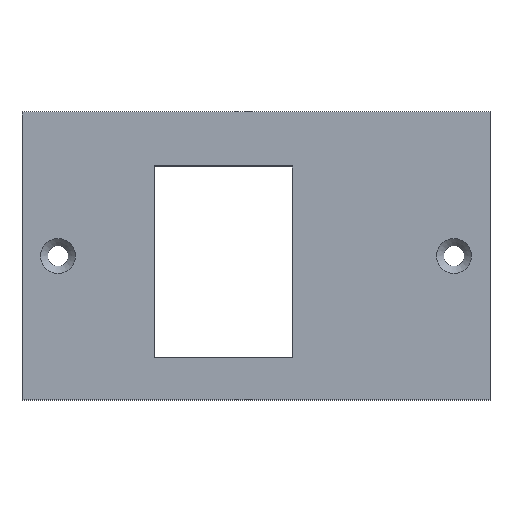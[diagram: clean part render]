
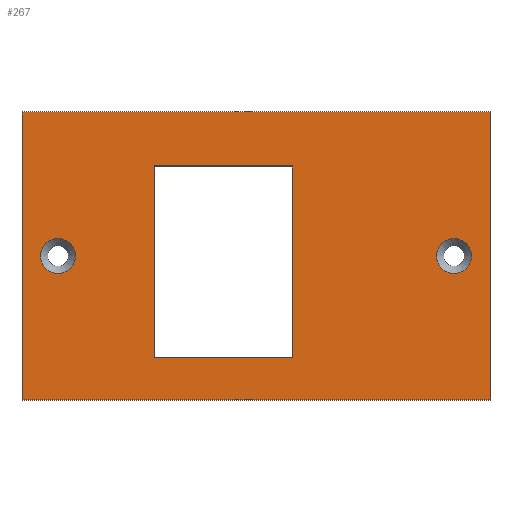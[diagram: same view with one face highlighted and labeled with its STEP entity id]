
A CAD part, top view. The second image highlights one B-rep face of the part: STEP entity #267.
In plain terms, the highlighted planar face has unit normal (0, 0, 1).
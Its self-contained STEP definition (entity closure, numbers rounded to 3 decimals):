
#15=FACE_BOUND('',#58,.T.);
#16=FACE_BOUND('',#59,.T.);
#17=FACE_BOUND('',#60,.T.);
#23=CIRCLE('',#288,2.9);
#26=CIRCLE('',#293,2.9);
#43=FACE_OUTER_BOUND('',#57,.T.);
#57=EDGE_LOOP('',(#225,#226,#227,#228));
#58=EDGE_LOOP('',(#229,#230,#231,#232));
#59=EDGE_LOOP('',(#233));
#60=EDGE_LOOP('',(#234));
#67=LINE('',#381,#95);
#70=LINE('',#387,#98);
#73=LINE('',#393,#101);
#76=LINE('',#397,#104);
#83=LINE('',#425,#111);
#86=LINE('',#431,#114);
#89=LINE('',#437,#117);
#92=LINE('',#441,#120);
#95=VECTOR('',#309,10.);
#98=VECTOR('',#314,10.);
#101=VECTOR('',#319,10.);
#104=VECTOR('',#324,10.);
#111=VECTOR('',#353,10.);
#114=VECTOR('',#358,10.);
#117=VECTOR('',#363,10.);
#120=VECTOR('',#368,10.);
#123=VERTEX_POINT('',#378);
#124=VERTEX_POINT('',#380);
#126=VERTEX_POINT('',#386);
#128=VERTEX_POINT('',#392);
#129=VERTEX_POINT('',#399);
#132=VERTEX_POINT('',#409);
#137=VERTEX_POINT('',#422);
#138=VERTEX_POINT('',#424);
#140=VERTEX_POINT('',#430);
#142=VERTEX_POINT('',#436);
#145=EDGE_CURVE('',#124,#123,#67,.T.);
#148=EDGE_CURVE('',#126,#124,#70,.T.);
#151=EDGE_CURVE('',#128,#126,#73,.T.);
#154=EDGE_CURVE('',#123,#128,#76,.T.);
#155=EDGE_CURVE('',#129,#129,#23,.T.);
#160=EDGE_CURVE('',#132,#132,#26,.T.);
#167=EDGE_CURVE('',#138,#137,#83,.T.);
#170=EDGE_CURVE('',#140,#138,#86,.T.);
#173=EDGE_CURVE('',#142,#140,#89,.T.);
#176=EDGE_CURVE('',#137,#142,#92,.T.);
#225=ORIENTED_EDGE('',*,*,#176,.T.);
#226=ORIENTED_EDGE('',*,*,#173,.T.);
#227=ORIENTED_EDGE('',*,*,#170,.T.);
#228=ORIENTED_EDGE('',*,*,#167,.T.);
#229=ORIENTED_EDGE('',*,*,#151,.T.);
#230=ORIENTED_EDGE('',*,*,#148,.T.);
#231=ORIENTED_EDGE('',*,*,#145,.T.);
#232=ORIENTED_EDGE('',*,*,#154,.T.);
#233=ORIENTED_EDGE('',*,*,#155,.T.);
#234=ORIENTED_EDGE('',*,*,#160,.T.);
#253=PLANE('',#301);
#267=ADVANCED_FACE('',(#43,#15,#16,#17),#253,.T.);
#288=AXIS2_PLACEMENT_3D('',#400,#327,#328);
#293=AXIS2_PLACEMENT_3D('',#410,#339,#340);
#301=AXIS2_PLACEMENT_3D('',#442,#369,#370);
#309=DIRECTION('',(0.,1.,0.));
#314=DIRECTION('',(-1.,0.,0.));
#319=DIRECTION('',(0.,-1.,0.));
#324=DIRECTION('',(1.,0.,0.));
#327=DIRECTION('center_axis',(0.,0.,-1.));
#328=DIRECTION('ref_axis',(1.,0.,0.));
#339=DIRECTION('center_axis',(0.,0.,-1.));
#340=DIRECTION('ref_axis',(1.,0.,0.));
#353=DIRECTION('',(-1.,0.,0.));
#358=DIRECTION('',(0.,1.,0.));
#363=DIRECTION('',(1.,0.,0.));
#368=DIRECTION('',(0.,-1.,0.));
#369=DIRECTION('center_axis',(0.,0.,1.));
#370=DIRECTION('ref_axis',(1.,0.,0.));
#378=CARTESIAN_POINT('',(22.,39.,2.));
#380=CARTESIAN_POINT('',(22.,7.,2.));
#381=CARTESIAN_POINT('',(22.,15.5,2.));
#386=CARTESIAN_POINT('',(45.,7.,2.));
#387=CARTESIAN_POINT('',(42.,7.,2.));
#392=CARTESIAN_POINT('',(45.,39.,2.));
#393=CARTESIAN_POINT('',(45.,31.5,2.));
#397=CARTESIAN_POINT('',(30.5,39.,2.));
#399=CARTESIAN_POINT('',(69.1,24.,2.));
#400=CARTESIAN_POINT('Origin',(72.,24.,2.));
#409=CARTESIAN_POINT('',(3.1,24.,2.));
#410=CARTESIAN_POINT('Origin',(6.,24.,2.));
#422=CARTESIAN_POINT('',(0.,48.,2.));
#424=CARTESIAN_POINT('',(78.,48.,2.));
#425=CARTESIAN_POINT('',(78.,48.,2.));
#430=CARTESIAN_POINT('',(78.,0.,2.));
#431=CARTESIAN_POINT('',(78.,0.,2.));
#436=CARTESIAN_POINT('',(0.,0.,2.));
#437=CARTESIAN_POINT('',(0.,0.,2.));
#441=CARTESIAN_POINT('',(0.,48.,2.));
#442=CARTESIAN_POINT('Origin',(39.,24.,2.));
